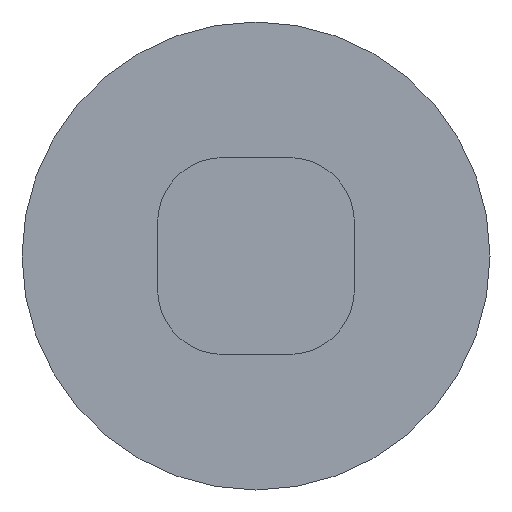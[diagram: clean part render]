
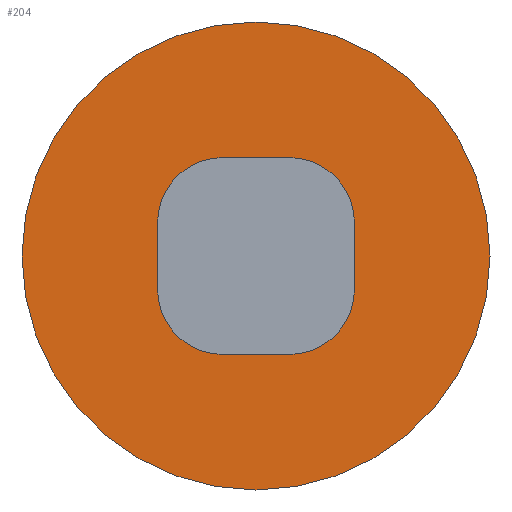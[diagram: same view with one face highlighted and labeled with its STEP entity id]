
A CAD part, front view. The second image highlights one B-rep face of the part: STEP entity #204.
In plain terms, the highlighted planar face has unit normal (0, -1, 0).
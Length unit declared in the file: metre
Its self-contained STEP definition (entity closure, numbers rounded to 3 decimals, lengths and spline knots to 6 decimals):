
#26=LINE('',#315,#42);
#30=LINE('',#324,#46);
#36=LINE('',#337,#52);
#40=LINE('',#351,#56);
#42=VECTOR('',#254,1.);
#46=VECTOR('',#260,1.);
#52=VECTOR('',#268,1.);
#56=VECTOR('',#284,1.);
#82=ORIENTED_EDGE('',*,*,#115,.T.);
#83=ORIENTED_EDGE('',*,*,#130,.F.);
#84=ORIENTED_EDGE('',*,*,#129,.T.);
#85=ORIENTED_EDGE('',*,*,#131,.F.);
#86=ORIENTED_EDGE('',*,*,#121,.T.);
#87=ORIENTED_EDGE('',*,*,#132,.F.);
#88=ORIENTED_EDGE('',*,*,#111,.T.);
#89=ORIENTED_EDGE('',*,*,#133,.F.);
#90=ORIENTED_EDGE('',*,*,#134,.T.);
#111=EDGE_CURVE('',#138,#136,#26,.T.);
#115=EDGE_CURVE('',#142,#140,#30,.T.);
#121=EDGE_CURVE('',#145,#147,#36,.T.);
#129=EDGE_CURVE('',#150,#151,#40,.T.);
#130=EDGE_CURVE('',#150,#140,#158,.T.);
#131=EDGE_CURVE('',#145,#151,#159,.T.);
#132=EDGE_CURVE('',#138,#147,#160,.T.);
#133=EDGE_CURVE('',#142,#136,#161,.T.);
#134=EDGE_CURVE('',#152,#152,#162,.T.);
#136=VERTEX_POINT('',#313);
#138=VERTEX_POINT('',#316);
#140=VERTEX_POINT('',#322);
#142=VERTEX_POINT('',#325);
#145=VERTEX_POINT('',#332);
#147=VERTEX_POINT('',#336);
#150=VERTEX_POINT('',#348);
#151=VERTEX_POINT('',#350);
#152=VERTEX_POINT('',#358);
#158=CIRCLE('',#235,0.001);
#159=CIRCLE('',#236,0.001);
#160=CIRCLE('',#237,0.001);
#161=CIRCLE('',#238,0.001);
#162=CIRCLE('',#239,0.003563);
#169=EDGE_LOOP('',(#82,#83,#84,#85,#86,#87,#88,#89));
#170=EDGE_LOOP('',(#90));
#183=FACE_BOUND('',#169,.T.);
#184=FACE_BOUND('',#170,.T.);
#197=PLANE('',#234);
#204=ADVANCED_FACE('',(#183,#184),#197,.F.);
#234=AXIS2_PLACEMENT_3D('',#352,#285,#286);
#235=AXIS2_PLACEMENT_3D('',#353,#287,#288);
#236=AXIS2_PLACEMENT_3D('',#354,#289,#290);
#237=AXIS2_PLACEMENT_3D('',#355,#291,#292);
#238=AXIS2_PLACEMENT_3D('',#356,#293,#294);
#239=AXIS2_PLACEMENT_3D('',#357,#295,#296);
#254=DIRECTION('',(1.,0.,0.));
#260=DIRECTION('',(0.,0.,-1.));
#268=DIRECTION('',(0.,0.,1.));
#284=DIRECTION('',(-1.,0.,0.));
#285=DIRECTION('',(0.,1.,0.));
#286=DIRECTION('',(1.,0.,0.));
#287=DIRECTION('',(0.,-1.,0.));
#288=DIRECTION('',(0.707,0.,-0.707));
#289=DIRECTION('',(0.,-1.,0.));
#290=DIRECTION('',(-0.707,0.,-0.707));
#291=DIRECTION('',(0.,-1.,0.));
#292=DIRECTION('',(-0.707,0.,0.707));
#293=DIRECTION('',(0.,-1.,0.));
#294=DIRECTION('',(0.707,0.,0.707));
#295=DIRECTION('',(0.,-1.,0.));
#296=DIRECTION('',(0.,0.,1.));
#313=CARTESIAN_POINT('',(0.0005,-0.0005,0.0015));
#315=CARTESIAN_POINT('',(0.00075,-0.0005,0.0015));
#316=CARTESIAN_POINT('',(-0.0005,-0.0005,0.0015));
#322=CARTESIAN_POINT('',(0.0015,-0.0005,-0.0005));
#324=CARTESIAN_POINT('',(0.0015,-0.0005,-0.00075));
#325=CARTESIAN_POINT('',(0.0015,-0.0005,0.0005));
#332=CARTESIAN_POINT('',(-0.0015,-0.0005,-0.0005));
#336=CARTESIAN_POINT('',(-0.0015,-0.0005,0.0005));
#337=CARTESIAN_POINT('',(-0.0015,-0.0005,0.00075));
#348=CARTESIAN_POINT('',(0.0005,-0.0005,-0.0015));
#350=CARTESIAN_POINT('',(-0.0005,-0.0005,-0.0015));
#351=CARTESIAN_POINT('',(-0.00075,-0.0005,-0.0015));
#352=CARTESIAN_POINT('',(0.,-0.0005,0.));
#353=CARTESIAN_POINT('',(0.0005,-0.0005,-0.0005));
#354=CARTESIAN_POINT('',(-0.0005,-0.0005,-0.0005));
#355=CARTESIAN_POINT('',(-0.0005,-0.0005,0.0005));
#356=CARTESIAN_POINT('',(0.0005,-0.0005,0.0005));
#357=CARTESIAN_POINT('',(0.,-0.0005,0.));
#358=CARTESIAN_POINT('',(0.,-0.0005,0.003563));
